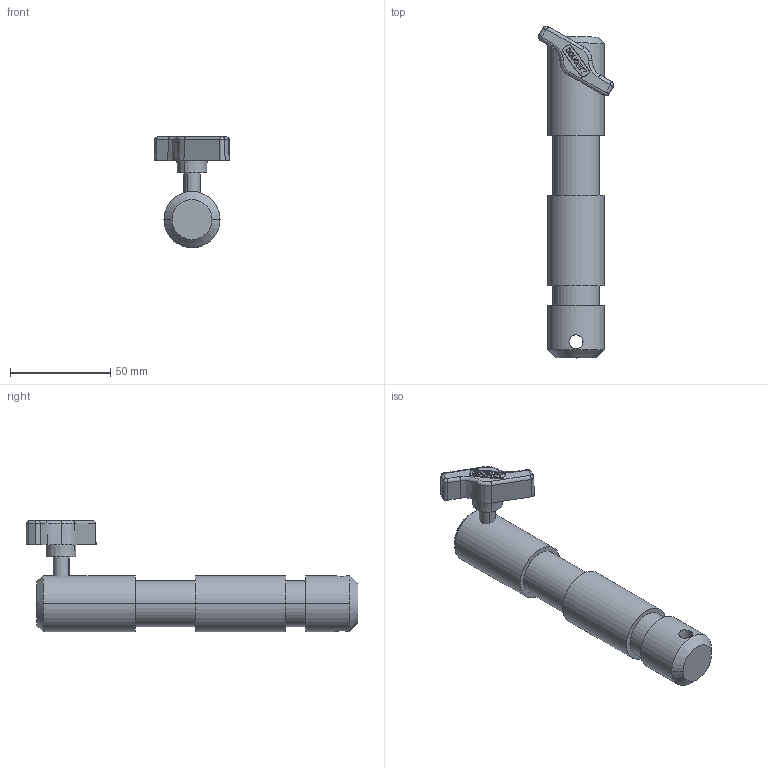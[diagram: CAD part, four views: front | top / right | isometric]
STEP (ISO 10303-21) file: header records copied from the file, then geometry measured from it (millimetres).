
FILE_DESCRIPTION (( 'STEP AP203' ), '1' );
FILE_NAME ('T73800.STEP', '2018-08-23T14:47:39', ( '' ), ( '' ), 'SwSTEP 2.0', 'SolidWorks 2016', '' );
FILE_SCHEMA (( 'CONFIG_CONTROL_DESIGN' ));
Length unit declared in the file: millimetre
Products named in the file (3): T73800; Doughty Knob_S0116; TH195
Assembly tree (2 placements, depth 2):
  T73800
    TH195
    Doughty Knob_S0116
Bounding box: 37.51 x 165.45 x 55.55 mm (x, y, z)
Volume: 77991.8 mm3; surface area: 22679.2 mm2
Topology: 2 solids, 2 shells, 154 faces, 380 edges, 245 vertices
Faces by surface type: plane 72, cylinder 56, cone 18, torus 8
Entity records: 5107 total; most frequent: CARTESIAN_POINT 1042, DIRECTION 826, ORIENTED_EDGE 756, EDGE_CURVE 378, AXIS2_PLACEMENT_3D 299, VERTEX_POINT 245, VECTOR 228, LINE 228
